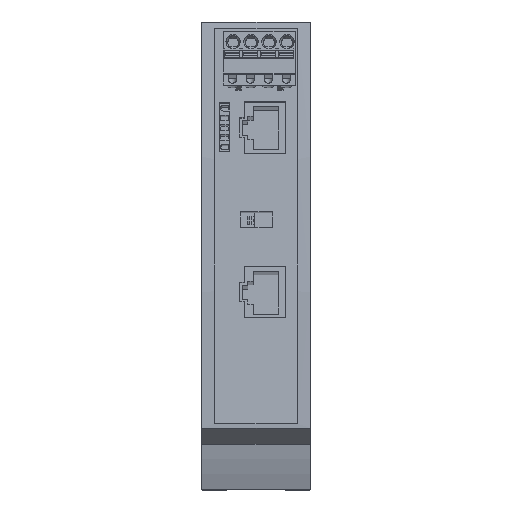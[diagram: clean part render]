
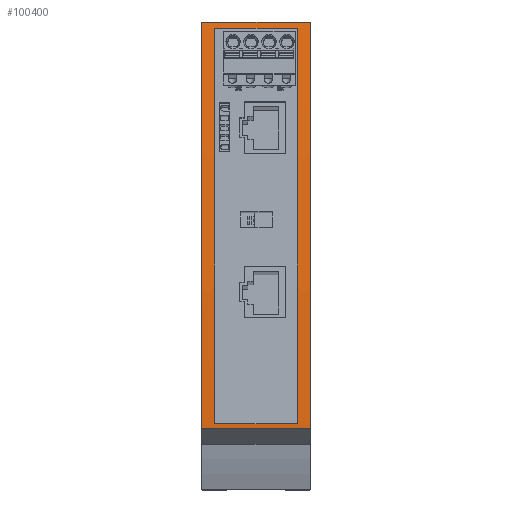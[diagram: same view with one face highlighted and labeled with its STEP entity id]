
A CAD part, top view. The second image highlights one B-rep face of the part: STEP entity #100400.
In plain terms, the highlighted cylindrical face has radius 660 mm (diameter 1320 mm), a partial arc.
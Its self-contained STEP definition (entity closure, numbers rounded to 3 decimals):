
#77370=CARTESIAN_POINT('',(-0.1,-63.015,
114.449));
#77380=VERTEX_POINT('',#77370);
#77430=CARTESIAN_POINT('',(-32.998,-63.015,
114.448));
#77440=DIRECTION('',(1.,0.,
0.));
#77450=VECTOR('',#77440,1.);
#77460=LINE('',#77430,#77450);
#77470=CARTESIAN_POINT('',(30.1,-63.014,
114.449));
#77480=VERTEX_POINT('',#77470);
#77490=EDGE_CURVE('',#77380,#77480,#77460,.T.);
#86530=CARTESIAN_POINT('',(30.107,-62.612,
-545.551));
#86540=DIRECTION('',(1.,0.,
0.));
#86550=DIRECTION('',(0.,0.,
-1.));
#86560=AXIS2_PLACEMENT_3D('',#86530,#86540,#86550);
#86570=CIRCLE('',#86560,660.);
#86580=CARTESIAN_POINT('',(30.1,49.991,
104.772));
#86590=VERTEX_POINT('',#86580);
#86600=EDGE_CURVE('',#86590,#77480,#86570,.T.);
#87100=CARTESIAN_POINT('',(-0.1,49.991,
104.772));
#87110=VERTEX_POINT('',#87100);
#87140=CARTESIAN_POINT('',(-0.093,-62.612,
-545.551));
#87150=DIRECTION('',(-1.,0.,
0.));
#87160=DIRECTION('',(0.,0.,
1.));
#87170=AXIS2_PLACEMENT_3D('',#87140,#87150,#87160);
#87180=CIRCLE('',#87170,660.);
#87190=EDGE_CURVE('',#77380,#87110,#87180,.T.);
#89430=CARTESIAN_POINT('',(-0.1,49.993,
102.726));
#89440=DIRECTION('',(0.,-1.,
-0.001));
#89450=DIRECTION('',(0.,0.001,
-1.));
#89460=AXIS2_PLACEMENT_3D('',#89430,#89440,#89450);
#89470=PLANE('',#89460);
#89560=CARTESIAN_POINT('',(-32.991,-62.612,
-545.551));
#89570=DIRECTION('',(1.,0.,
0.));
#89580=DIRECTION('',(0.,0.001,
-1.));
#89590=AXIS2_PLACEMENT_3D('',#89560,#89570,#89580);
#89600=CYLINDRICAL_SURFACE('',#89590,660.);
#89610=CARTESIAN_POINT('',(30.1,49.991,
104.772));
#89620=CARTESIAN_POINT('',(28.842,49.991,
104.772));
#89630=CARTESIAN_POINT('',(27.584,49.991,
104.772));
#89640=CARTESIAN_POINT('',(26.325,49.991,
104.772));
#89650=CARTESIAN_POINT('',(25.067,49.991,
104.772));
#89660=CARTESIAN_POINT('',(23.809,49.991,
104.772));
#89670=CARTESIAN_POINT('',(22.55,49.991,
104.772));
#89680=CARTESIAN_POINT('',(20.034,49.991,
104.772));
#89690=CARTESIAN_POINT('',(17.517,49.991,
104.772));
#89700=CARTESIAN_POINT('',(15.,49.991,
104.772));
#89710=CARTESIAN_POINT('',(12.484,49.991,
104.772));
#89720=CARTESIAN_POINT('',(9.967,49.991,
104.772));
#89730=CARTESIAN_POINT('',(7.45,49.991,
104.772));
#89740=CARTESIAN_POINT('',(4.934,49.991,
104.772));
#89750=CARTESIAN_POINT('',(2.417,49.991,
104.772));
#89760=CARTESIAN_POINT('',(-0.1,49.991,
104.772));
#89770=B_SPLINE_CURVE_WITH_KNOTS('',3,(#89610,#89620,#89630,#89640,
#89650,#89660,#89670,#89680,#89690,#89700,#89710,#89720,#89730,#89740,
#89750,#89760),.UNSPECIFIED.,.F.,.F.,(4,3,3,3,3,4),(0.,3.775,
7.55,15.1,22.65,30.2),
.UNSPECIFIED.);
#89780=SURFACE_CURVE('',#89770,(#89470,#89600),.CURVE_3D.);
#89790=EDGE_CURVE('',#86590,#87110,#89780,.T.);
#91410=CARTESIAN_POINT('',(26.501,48.277,
105.067));
#91420=VERTEX_POINT('',#91410);
#91450=CARTESIAN_POINT('',(26.501,-62.612,
-545.551));
#91460=DIRECTION('',(1.,0.,0.));
#91470=DIRECTION('',(0.,-0.173,
-0.985));
#91480=AXIS2_PLACEMENT_3D('',#91450,#91460,#91470);
#91490=ELLIPSE('',#91480,660.,660.);
#91500=CARTESIAN_POINT('',(26.501,-61.732,
114.449));
#91510=VERTEX_POINT('',#91500);
#91520=EDGE_CURVE('',#91420,#91510,#91490,.T.);
#98280=CARTESIAN_POINT('',(61.501,-61.731,114.389
));
#98290=DIRECTION('',(0.,1.,
0.017));
#98300=DIRECTION('',(1.,0.,
0.));
#98310=AXIS2_PLACEMENT_3D('',#98280,#98290,#98300);
#98320=PLANE('',#98310);
#98350=CARTESIAN_POINT('',(26.501,-61.732,
114.449));
#98360=CARTESIAN_POINT('',(24.584,-61.732,
114.449));
#98370=CARTESIAN_POINT('',(22.667,-61.732,
114.448));
#98380=CARTESIAN_POINT('',(20.751,-61.732,
114.448));
#98390=CARTESIAN_POINT('',(18.834,-61.732,
114.448));
#98400=CARTESIAN_POINT('',(16.917,-61.732,
114.448));
#98410=CARTESIAN_POINT('',(15.001,-61.732,
114.448));
#98420=CARTESIAN_POINT('',(13.084,-61.732,
114.448));
#98430=CARTESIAN_POINT('',(11.167,-61.732,
114.448));
#98440=CARTESIAN_POINT('',(9.251,-61.732,
114.448));
#98450=CARTESIAN_POINT('',(7.334,-61.732,
114.448));
#98460=CARTESIAN_POINT('',(5.417,-61.732,
114.448));
#98470=CARTESIAN_POINT('',(3.501,-61.732,
114.448));
#98480=B_SPLINE_CURVE_WITH_KNOTS('',3,(#98350,#98360,#98370,#98380,
#98390,#98400,#98410,#98420,#98430,#98440,#98450,#98460,#98470),
.UNSPECIFIED.,.F.,.F.,(4,3,3,3,4),(0.,5.75,11.5,
17.25,23.),.UNSPECIFIED.);
#98490=SURFACE_CURVE('',#98480,(#89600,#98320),.CURVE_3D.);
#98500=CARTESIAN_POINT('',(3.501,-61.732,
114.448));
#98510=VERTEX_POINT('',#98500);
#98520=EDGE_CURVE('',#91510,#98510,#98490,.T.);
#99180=CARTESIAN_POINT('',(3.5,48.277,
105.067));
#99190=DIRECTION('',(0.,0.995,
-0.104));
#99200=DIRECTION('',(0.,-0.104,
-0.995));
#99210=AXIS2_PLACEMENT_3D('',#99180,#99190,#99200);
#99220=PLANE('',#99210);
#99270=CARTESIAN_POINT('',(3.5,48.277,
105.067));
#99280=VERTEX_POINT('',#99270);
#99310=CARTESIAN_POINT('',(3.5,48.277,
105.067));
#99320=CARTESIAN_POINT('',(5.417,48.277,
105.067));
#99330=CARTESIAN_POINT('',(7.334,48.277,
105.067));
#99340=CARTESIAN_POINT('',(9.25,48.277,
105.067));
#99350=CARTESIAN_POINT('',(11.167,48.277,
105.067));
#99360=CARTESIAN_POINT('',(13.084,48.277,
105.067));
#99370=CARTESIAN_POINT('',(15.,48.277,
105.067));
#99380=CARTESIAN_POINT('',(16.917,48.277,
105.067));
#99390=CARTESIAN_POINT('',(18.834,48.277,
105.067));
#99400=CARTESIAN_POINT('',(20.75,48.277,
105.067));
#99410=CARTESIAN_POINT('',(22.667,48.277,
105.067));
#99420=CARTESIAN_POINT('',(24.584,48.277,
105.067));
#99430=CARTESIAN_POINT('',(26.501,48.277,
105.067));
#99440=B_SPLINE_CURVE_WITH_KNOTS('',3,(#99310,#99320,#99330,#99340,
#99350,#99360,#99370,#99380,#99390,#99400,#99410,#99420,#99430),
.UNSPECIFIED.,.F.,.F.,(4,3,3,3,4),(0.,5.75,11.5,
17.25,23.),.UNSPECIFIED.);
#99450=SURFACE_CURVE('',#99440,(#99220,#89600),.CURVE_3D.);
#99460=EDGE_CURVE('',#99280,#91420,#99450,.T.);
#100170=CARTESIAN_POINT('',(-32.991,-62.612,
-545.551));
#100180=DIRECTION('',(1.,0.,
0.));
#100190=DIRECTION('',(0.,0.001,
-1.));
#100200=AXIS2_PLACEMENT_3D('',#100170,#100180,#100190);
#100210=CYLINDRICAL_SURFACE('',#100200,660.);
#100220=ORIENTED_EDGE('',*,*,#99460,.T.);
#100230=CARTESIAN_POINT('',(3.514,-62.612,
-545.551));
#100240=DIRECTION('',(1.,0.,
0.));
#100250=DIRECTION('',(0.,-0.169,
-0.986));
#100260=AXIS2_PLACEMENT_3D('',#100230,#100240,#100250);
#100270=ELLIPSE('',#100260,660.,660.);
#100280=EDGE_CURVE('',#99280,#98510,#100270,.T.);
#100290=ORIENTED_EDGE('',*,*,#100280,.F.);
#100300=ORIENTED_EDGE('',*,*,#98520,.T.);
#100310=ORIENTED_EDGE('',*,*,#91520,.T.);
#100320=EDGE_LOOP('',(#100310,#100300,#100290,#100220));
#100330=FACE_BOUND('',#100320,.T.);
#100340=ORIENTED_EDGE('',*,*,#87190,.F.);
#100350=ORIENTED_EDGE('',*,*,#89790,.T.);
#100360=ORIENTED_EDGE('',*,*,#86600,.F.);
#100370=ORIENTED_EDGE('',*,*,#77490,.T.);
#100380=EDGE_LOOP('',(#100370,#100360,#100350,#100340));
#100390=FACE_OUTER_BOUND('',#100380,.T.);
#100400=ADVANCED_FACE('',(#100330,#100390),#100210,.T.);
